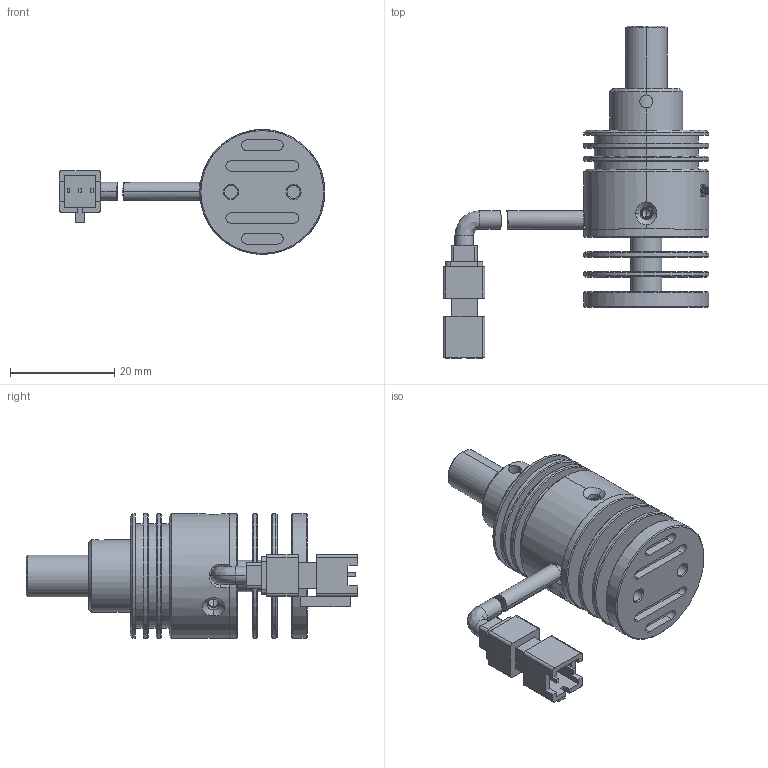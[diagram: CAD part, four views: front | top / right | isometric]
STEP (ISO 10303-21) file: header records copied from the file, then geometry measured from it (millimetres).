
FILE_DESCRIPTION (( 'STEP AP214' ), '1' );
FILE_NAME ('661000-B.STEP', '2019-04-03T05:46:51', ( 'user' ), ( '微软中国' ), 'SwSTEP 2.0', 'SolidWorks 2016', '' );
FILE_SCHEMA (( 'AUTOMOTIVE_DESIGN' ));
Length unit declared in the file: millimetre
Products named in the file (1): 661000-B
Bounding box: 51 x 63.75 x 24 mm (x, y, z)
Volume: 11337.4 mm3; surface area: 13807 mm2
Topology: 10 solids, 10 shells, 387 faces, 995 edges, 664 vertices
Faces by surface type: cylinder 160, plane 153, cone 67, bspline 7
Entity records: 17619 total; most frequent: CARTESIAN_POINT 3686, DIRECTION 1995, ORIENTED_EDGE 1954, EDGE_CURVE 977, AXIS2_PLACEMENT_3D 741, VERTEX_POINT 664, LINE 513, VECTOR 513
